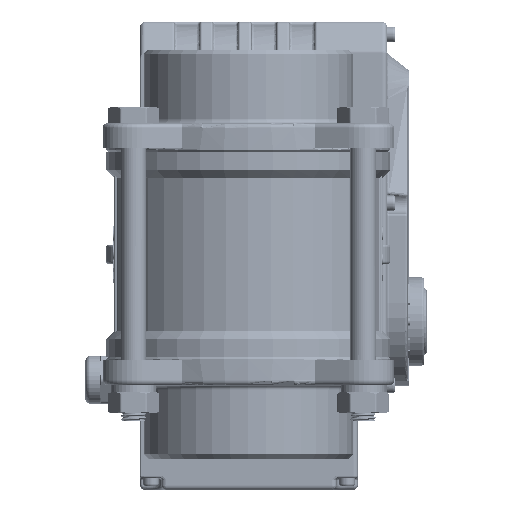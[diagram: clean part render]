
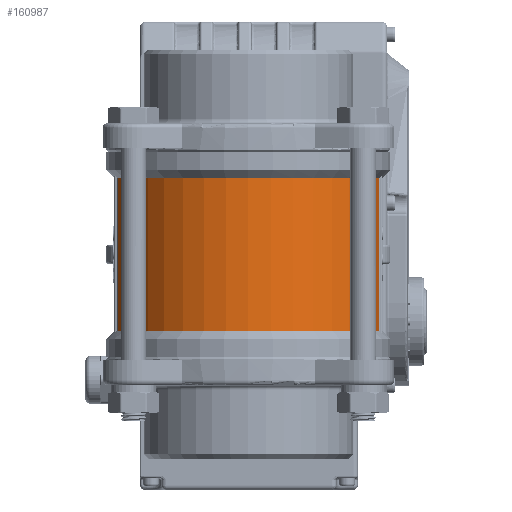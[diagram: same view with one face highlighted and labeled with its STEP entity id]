
A CAD part, front view. The second image highlights one B-rep face of the part: STEP entity #160987.
In plain terms, the highlighted cylindrical face has radius 56.2 mm (diameter 112.4 mm), a partial arc.
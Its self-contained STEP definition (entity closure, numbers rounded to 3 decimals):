
#16920 = FACE_OUTER_BOUND ( 'NONE', #103813, .T. ) ;
#27282 = DIRECTION ( 'NONE',  ( 0., 0., -1. ) ) ;
#41159 = ORIENTED_EDGE ( 'NONE', *, *, #217230, .F. ) ;
#56196 = DIRECTION ( 'NONE',  ( 0., 0., 1. ) ) ;
#62577 = VECTOR ( 'NONE', #162559, 1000. ) ;
#78038 = CIRCLE ( 'NONE', #262375, 56.2 ) ;
#89369 = VECTOR ( 'NONE', #207938, 1000. ) ;
#90255 = EDGE_CURVE ( 'NONE', #138429, #298183, #96665, .T. ) ;
#96665 = LINE ( 'NONE', #137889, #89369 ) ;
#103813 = EDGE_LOOP ( 'NONE', ( #41159, #126528, #250092, #287316 ) ) ;
#104116 = CYLINDRICAL_SURFACE ( 'NONE', #280717, 56.2 ) ;
#116508 = CARTESIAN_POINT ( 'NONE',  ( -54.927, -11.894, -32.05 ) ) ;
#126528 = ORIENTED_EDGE ( 'NONE', *, *, #169493, .T. ) ;
#137889 = CARTESIAN_POINT ( 'NONE',  ( 54.927, -11.894, 42.95 ) ) ;
#138429 = VERTEX_POINT ( 'NONE', #185328 ) ;
#142170 = CARTESIAN_POINT ( 'NONE',  ( -54.927, -11.894, 32.05 ) ) ;
#145460 = CARTESIAN_POINT ( 'NONE',  ( 54.927, -11.894, 32.05 ) ) ;
#160987 = ADVANCED_FACE ( 'NONE', ( #16920 ), #104116, .T. ) ;
#161429 = DIRECTION ( 'NONE',  ( 0., 0., -1. ) ) ;
#162559 = DIRECTION ( 'NONE',  ( 0., 0., -1. ) ) ;
#166510 = CARTESIAN_POINT ( 'NONE',  ( 0., 0., -32.05 ) ) ;
#169493 = EDGE_CURVE ( 'NONE', #268903, #238594, #247970, .T. ) ;
#185328 = CARTESIAN_POINT ( 'NONE',  ( 54.927, -11.894, -32.05 ) ) ;
#189870 = DIRECTION ( 'NONE',  ( -1., 0., 0. ) ) ;
#195405 = CARTESIAN_POINT ( 'NONE',  ( 0., 0., 32.05 ) ) ;
#207938 = DIRECTION ( 'NONE',  ( 0., 0., 1. ) ) ;
#208167 = CARTESIAN_POINT ( 'NONE',  ( 0., 0., 42.95 ) ) ;
#209193 = DIRECTION ( 'NONE',  ( -1., 0., 0. ) ) ;
#213207 = CIRCLE ( 'NONE', #229462, 56.2 ) ;
#217230 = EDGE_CURVE ( 'NONE', #268903, #298183, #213207, .T. ) ;
#218777 = DIRECTION ( 'NONE',  ( 1., 0., 0. ) ) ;
#224771 = EDGE_CURVE ( 'NONE', #138429, #238594, #78038, .T. ) ;
#229462 = AXIS2_PLACEMENT_3D ( 'NONE', #195405, #56196, #218777 ) ;
#238594 = VERTEX_POINT ( 'NONE', #116508 ) ;
#247970 = LINE ( 'NONE', #255004, #62577 ) ;
#250092 = ORIENTED_EDGE ( 'NONE', *, *, #224771, .F. ) ;
#255004 = CARTESIAN_POINT ( 'NONE',  ( -54.927, -11.894, 42.95 ) ) ;
#262375 = AXIS2_PLACEMENT_3D ( 'NONE', #166510, #27282, #189870 ) ;
#268903 = VERTEX_POINT ( 'NONE', #142170 ) ;
#280717 = AXIS2_PLACEMENT_3D ( 'NONE', #208167, #161429, #209193 ) ;
#287316 = ORIENTED_EDGE ( 'NONE', *, *, #90255, .T. ) ;
#298183 = VERTEX_POINT ( 'NONE', #145460 ) ;
